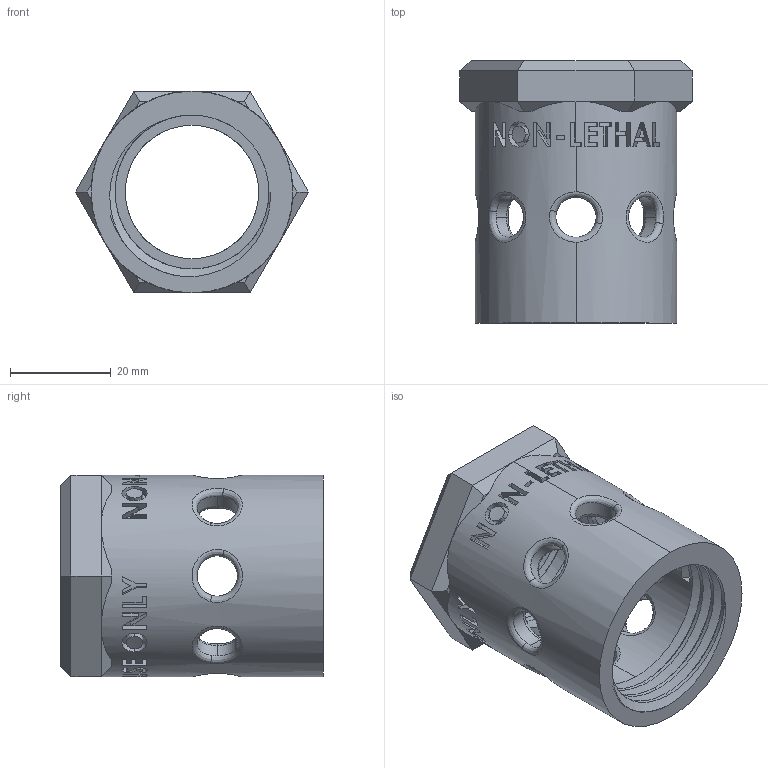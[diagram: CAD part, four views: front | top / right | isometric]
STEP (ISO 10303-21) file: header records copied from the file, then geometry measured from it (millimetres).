
FILE_DESCRIPTION (( 'STEP AP214' ), '1' );
FILE_NAME ('DS40FTop.STEP', '2024-10-24T23:58:49', ( '' ), ( '' ), 'SwSTEP 2.0', 'SolidWorks 2022', '' );
FILE_SCHEMA (( 'AUTOMOTIVE_DESIGN' ));
Length unit declared in the file: millimetre
Products named in the file (1): DS40FTop
Bounding box: 46.19 x 52 x 40 mm (x, y, z)
Volume: 28175.2 mm3; surface area: 14705.9 mm2
Topology: 1 solids, 1 shells, 379 faces, 1031 edges, 680 vertices
Faces by surface type: bspline 271, cylinder 68, plane 40
Entity records: 30665 total; most frequent: CARTESIAN_POINT 23634, ORIENTED_EDGE 2062, EDGE_CURVE 1031, B_SPLINE_CURVE_WITH_KNOTS 828, VERTEX_POINT 680, EDGE_LOOP 423, DIRECTION 415, ADVANCED_FACE 379
